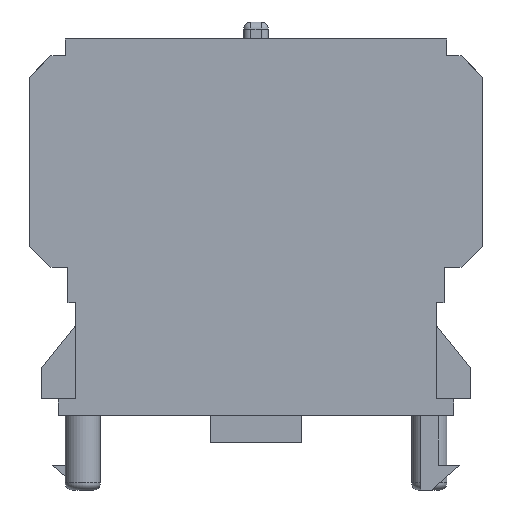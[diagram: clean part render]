
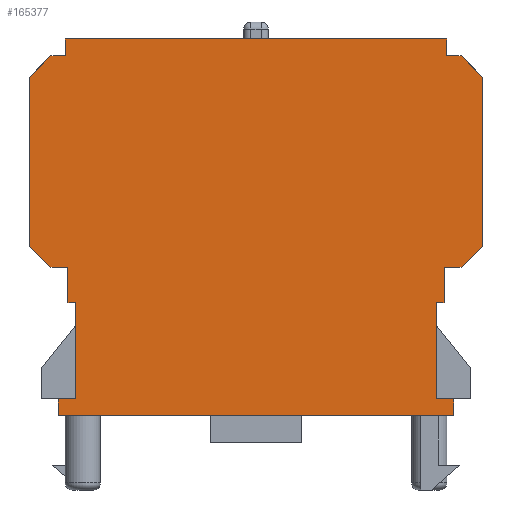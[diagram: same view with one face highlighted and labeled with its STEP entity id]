
A CAD part, left-side view. The second image highlights one B-rep face of the part: STEP entity #165377.
In plain terms, the highlighted planar face has unit normal (-1, 0, 0).
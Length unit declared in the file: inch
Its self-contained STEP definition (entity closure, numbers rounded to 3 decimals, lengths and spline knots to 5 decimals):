
#32397=CARTESIAN_POINT('',(-0.72343,-0.50197,-0.15945));
#32398=VERTEX_POINT('',#32397);
#32405=CARTESIAN_POINT('',(-0.72343,-0.55118,-0.15945));
#32406=VERTEX_POINT('',#32405);
#32407=CARTESIAN_POINT('',(-0.72343,-0.50197,-0.15945));
#32408=DIRECTION('',(0.0,-1.0,0.0));
#32409=VECTOR('',#32408,0.04921);
#32410=LINE('',#32407,#32409);
#32411=EDGE_CURVE('',#32398,#32406,#32410,.T.);
#32941=CARTESIAN_POINT('',(-0.72343,0.55118,-0.15945));
#32942=VERTEX_POINT('',#32941);
#32949=CARTESIAN_POINT('',(-0.72343,0.50197,-0.15945));
#32950=VERTEX_POINT('',#32949);
#32951=CARTESIAN_POINT('',(-0.72343,0.50197,-0.15945));
#32952=DIRECTION('',(0.0,1.0,0.0));
#32953=VECTOR('',#32952,0.04921);
#32954=LINE('',#32951,#32953);
#32955=EDGE_CURVE('',#32950,#32942,#32954,.T.);
#88273=CARTESIAN_POINT('',(-0.72343,-0.5315,0.84252));
#88274=VERTEX_POINT('',#88273);
#88275=CARTESIAN_POINT('',(-0.72343,0.5315,0.84252));
#88276=VERTEX_POINT('',#88275);
#88277=CARTESIAN_POINT('',(-0.72343,-0.5315,0.84252));
#88278=DIRECTION('',(0.0,1.0,0.0));
#88279=VECTOR('',#88278,1.06299);
#88280=LINE('',#88277,#88279);
#88281=EDGE_CURVE('',#88274,#88276,#88280,.T.);
#100815=CARTESIAN_POINT('',(-0.72343,0.5315,0.79528));
#100816=VERTEX_POINT('',#100815);
#100823=CARTESIAN_POINT('',(-0.72343,0.5315,0.84252));
#100824=DIRECTION('',(0.0,0.0,-1.0));
#100825=VECTOR('',#100824,0.04724);
#100826=LINE('',#100823,#100825);
#100827=EDGE_CURVE('',#88276,#100816,#100826,.T.);
#100838=CARTESIAN_POINT('',(-0.72343,-0.5315,0.79528));
#100839=VERTEX_POINT('',#100838);
#100840=CARTESIAN_POINT('',(-0.72343,-0.5315,0.84252));
#100841=DIRECTION('',(0.0,0.0,-1.0));
#100842=VECTOR('',#100841,0.04724);
#100843=LINE('',#100840,#100842);
#100844=EDGE_CURVE('',#88274,#100839,#100843,.T.);
#101018=CARTESIAN_POINT('',(-0.72343,-0.57087,0.79528));
#101019=VERTEX_POINT('',#101018);
#101020=CARTESIAN_POINT('',(-0.72343,-0.57087,0.79528));
#101021=DIRECTION('',(0.0,1.0,0.0));
#101022=VECTOR('',#101021,0.03937);
#101023=LINE('',#101020,#101022);
#101024=EDGE_CURVE('',#101019,#100839,#101023,.T.);
#101081=CARTESIAN_POINT('',(-0.72343,0.57087,0.79528));
#101082=VERTEX_POINT('',#101081);
#101089=CARTESIAN_POINT('',(-0.72343,0.5315,0.79528));
#101090=DIRECTION('',(0.0,1.0,0.0));
#101091=VECTOR('',#101090,0.03937);
#101092=LINE('',#101089,#101091);
#101093=EDGE_CURVE('',#100816,#101082,#101092,.T.);
#142432=CARTESIAN_POINT('',(-0.72343,0.52362,0.20669));
#142433=VERTEX_POINT('',#142432);
#142442=CARTESIAN_POINT('',(-0.72343,0.57087,0.20669));
#142443=VERTEX_POINT('',#142442);
#142444=CARTESIAN_POINT('',(-0.72343,0.57087,0.20669));
#142445=DIRECTION('',(0.0,-1.0,0.0));
#142446=VECTOR('',#142445,0.04724);
#142447=LINE('',#142444,#142446);
#142448=EDGE_CURVE('',#142443,#142433,#142447,.T.);
#142632=CARTESIAN_POINT('',(-0.72343,0.62992,0.73622));
#142633=VERTEX_POINT('',#142632);
#142634=CARTESIAN_POINT('',(-0.72343,0.62992,0.73622));
#142635=DIRECTION('',(0.0,-0.707,0.707));
#142636=VECTOR('',#142635,0.08352);
#142637=LINE('',#142634,#142636);
#142638=EDGE_CURVE('',#142633,#101082,#142637,.T.);
#142728=CARTESIAN_POINT('',(-0.72343,0.62992,0.26575));
#142729=VERTEX_POINT('',#142728);
#142736=CARTESIAN_POINT('',(-0.72343,0.62992,0.26575));
#142737=DIRECTION('',(0.0,0.0,1.0));
#142738=VECTOR('',#142737,0.47047);
#142739=LINE('',#142736,#142738);
#142740=EDGE_CURVE('',#142729,#142633,#142739,.T.);
#142750=CARTESIAN_POINT('',(-0.72343,0.57087,0.20669));
#142751=DIRECTION('',(0.0,0.707,0.707));
#142752=VECTOR('',#142751,0.08352);
#142753=LINE('',#142750,#142752);
#142754=EDGE_CURVE('',#142443,#142729,#142753,.T.);
#143843=CARTESIAN_POINT('',(-0.72343,-0.62992,0.73622));
#143844=VERTEX_POINT('',#143843);
#143845=CARTESIAN_POINT('',(-0.72343,-0.57087,0.79528));
#143846=DIRECTION('',(0.0,-0.707,-0.707));
#143847=VECTOR('',#143846,0.08352);
#143848=LINE('',#143845,#143847);
#143849=EDGE_CURVE('',#101019,#143844,#143848,.T.);
#143939=CARTESIAN_POINT('',(-0.72343,-0.62992,0.26575));
#143940=VERTEX_POINT('',#143939);
#143941=CARTESIAN_POINT('',(-0.72343,-0.62992,0.26575));
#143942=DIRECTION('',(0.0,0.0,1.0));
#143943=VECTOR('',#143942,0.47047);
#143944=LINE('',#143941,#143943);
#143945=EDGE_CURVE('',#143940,#143844,#143944,.T.);
#143987=CARTESIAN_POINT('',(-0.72343,-0.57087,0.20669));
#143988=VERTEX_POINT('',#143987);
#143989=CARTESIAN_POINT('',(-0.72343,-0.62992,0.26575));
#143990=DIRECTION('',(0.,0.707,-0.707));
#143991=VECTOR('',#143990,0.08352);
#143992=LINE('',#143989,#143991);
#143993=EDGE_CURVE('',#143940,#143988,#143992,.T.);
#144009=CARTESIAN_POINT('',(-0.72343,-0.52362,0.20669));
#144010=VERTEX_POINT('',#144009);
#144026=CARTESIAN_POINT('',(-0.72343,-0.52362,0.20669));
#144027=DIRECTION('',(0.0,-1.0,0.0));
#144028=VECTOR('',#144027,0.04724);
#144029=LINE('',#144026,#144028);
#144030=EDGE_CURVE('',#144010,#143988,#144029,.T.);
#157615=CARTESIAN_POINT('',(-0.72343,0.50197,0.10827));
#157616=VERTEX_POINT('',#157615);
#157623=CARTESIAN_POINT('',(-0.72343,0.52362,0.10827));
#157624=VERTEX_POINT('',#157623);
#157625=CARTESIAN_POINT('',(-0.72343,0.50197,0.10827));
#157626=DIRECTION('',(0.0,1.0,0.0));
#157627=VECTOR('',#157626,0.02165);
#157628=LINE('',#157625,#157627);
#157629=EDGE_CURVE('',#157616,#157624,#157628,.T.);
#157722=CARTESIAN_POINT('',(-0.72343,-0.55118,-0.20669));
#157723=VERTEX_POINT('',#157722);
#157730=CARTESIAN_POINT('',(-0.72343,0.55118,-0.20669));
#157731=VERTEX_POINT('',#157730);
#157732=CARTESIAN_POINT('',(-0.72343,0.55118,-0.20669));
#157733=DIRECTION('',(0.0,-1.0,0.0));
#157734=VECTOR('',#157733,1.10236);
#157735=LINE('',#157732,#157734);
#157736=EDGE_CURVE('',#157731,#157723,#157735,.T.);
#160625=CARTESIAN_POINT('',(-0.72343,0.52362,0.10827));
#160626=DIRECTION('',(0.0,0.0,1.0));
#160627=VECTOR('',#160626,0.09843);
#160628=LINE('',#160625,#160627);
#160629=EDGE_CURVE('',#157624,#142433,#160628,.T.);
#160790=CARTESIAN_POINT('',(-0.72343,0.55118,-0.20669));
#160791=DIRECTION('',(0.0,0.0,1.0));
#160792=VECTOR('',#160791,0.04724);
#160793=LINE('',#160790,#160792);
#160794=EDGE_CURVE('',#157731,#32942,#160793,.T.);
#161153=CARTESIAN_POINT('',(-0.72343,-0.52362,0.10827));
#161154=VERTEX_POINT('',#161153);
#161161=CARTESIAN_POINT('',(-0.72343,-0.50197,0.10827));
#161162=VERTEX_POINT('',#161161);
#161163=CARTESIAN_POINT('',(-0.72343,-0.50197,0.10827));
#161164=DIRECTION('',(0.0,-1.0,0.0));
#161165=VECTOR('',#161164,0.02165);
#161166=LINE('',#161163,#161165);
#161167=EDGE_CURVE('',#161162,#161154,#161166,.T.);
#162285=CARTESIAN_POINT('',(-0.72343,-0.55118,-0.20669));
#162286=DIRECTION('',(0.0,0.0,1.0));
#162287=VECTOR('',#162286,0.04724);
#162288=LINE('',#162285,#162287);
#162289=EDGE_CURVE('',#157723,#32406,#162288,.T.);
#162365=CARTESIAN_POINT('',(-0.72343,-0.50197,0.10827));
#162366=DIRECTION('',(0.0,0.0,-1.0));
#162367=VECTOR('',#162366,0.26772);
#162368=LINE('',#162365,#162367);
#162369=EDGE_CURVE('',#161162,#32398,#162368,.T.);
#163681=CARTESIAN_POINT('',(-0.72343,-0.52362,0.10827));
#163682=DIRECTION('',(0.0,0.0,1.0));
#163683=VECTOR('',#163682,0.09843);
#163684=LINE('',#163681,#163683);
#163685=EDGE_CURVE('',#161154,#144010,#163684,.T.);
#165341=CARTESIAN_POINT('',(-0.72343,-0.50197,0.0));
#165342=DIRECTION('',(-1.0,0.0,0.0));
#165343=DIRECTION('',(0.0,0.0,1.0));
#165344=AXIS2_PLACEMENT_3D('',#165341,#165342,#165343);
#165345=PLANE('',#165344);
#165346=ORIENTED_EDGE('',*,*,#160629,.F.);
#165347=ORIENTED_EDGE('',*,*,#157629,.F.);
#165348=CARTESIAN_POINT('',(-0.72343,0.50197,-0.15945));
#165349=DIRECTION('',(0.0,0.0,1.0));
#165350=VECTOR('',#165349,0.26772);
#165351=LINE('',#165348,#165350);
#165352=EDGE_CURVE('',#32950,#157616,#165351,.T.);
#165353=ORIENTED_EDGE('',*,*,#165352,.F.);
#165354=ORIENTED_EDGE('',*,*,#32955,.T.);
#165355=ORIENTED_EDGE('',*,*,#160794,.F.);
#165356=ORIENTED_EDGE('',*,*,#157736,.T.);
#165357=ORIENTED_EDGE('',*,*,#162289,.T.);
#165358=ORIENTED_EDGE('',*,*,#32411,.F.);
#165359=ORIENTED_EDGE('',*,*,#162369,.F.);
#165360=ORIENTED_EDGE('',*,*,#161167,.T.);
#165361=ORIENTED_EDGE('',*,*,#163685,.T.);
#165362=ORIENTED_EDGE('',*,*,#144030,.T.);
#165363=ORIENTED_EDGE('',*,*,#143993,.F.);
#165364=ORIENTED_EDGE('',*,*,#143945,.T.);
#165365=ORIENTED_EDGE('',*,*,#143849,.F.);
#165366=ORIENTED_EDGE('',*,*,#101024,.T.);
#165367=ORIENTED_EDGE('',*,*,#100844,.F.);
#165368=ORIENTED_EDGE('',*,*,#88281,.T.);
#165369=ORIENTED_EDGE('',*,*,#100827,.T.);
#165370=ORIENTED_EDGE('',*,*,#101093,.T.);
#165371=ORIENTED_EDGE('',*,*,#142638,.F.);
#165372=ORIENTED_EDGE('',*,*,#142740,.F.);
#165373=ORIENTED_EDGE('',*,*,#142754,.F.);
#165374=ORIENTED_EDGE('',*,*,#142448,.T.);
#165375=EDGE_LOOP('',(#165346,#165347,#165353,#165354,#165355,#165356,#165357,#165358,#165359,#165360,#165361,#165362,#165363,#165364,#165365,#165366,#165367,#165368,#165369,#165370,#165371,#165372,#165373,#165374));
#165376=FACE_OUTER_BOUND('',#165375,.T.);
#165377=ADVANCED_FACE('',(#165376),#165345,.T.);
